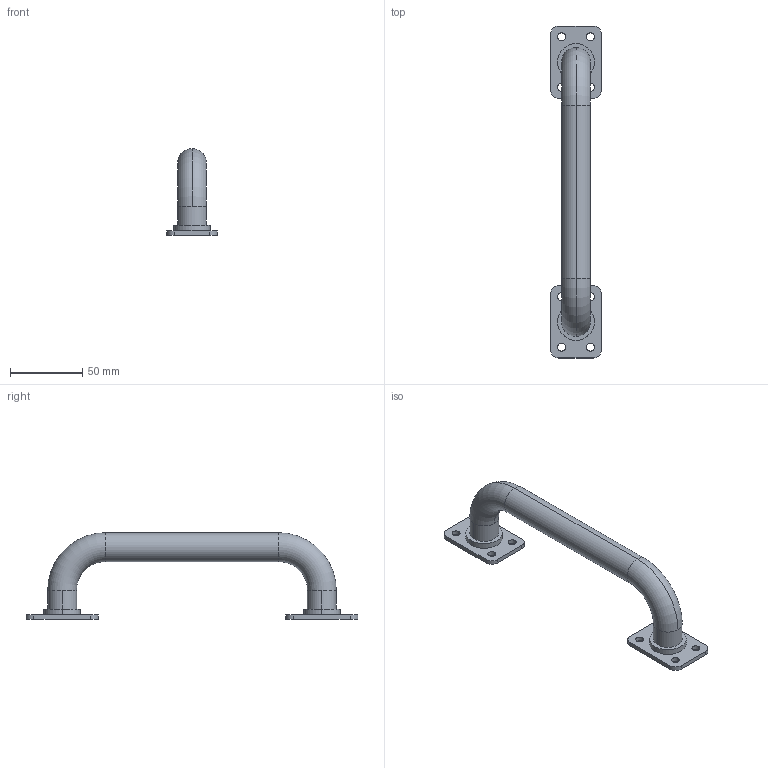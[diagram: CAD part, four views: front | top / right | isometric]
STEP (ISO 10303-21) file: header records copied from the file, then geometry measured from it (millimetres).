
FILE_DESCRIPTION (( 'STEP AP203' ), '1' );
FILE_NAME ('490.STEP', '2020-11-19T14:35:54', ( '' ), ( '' ), 'SwSTEP 2.0', 'SolidWorks 2018', '' );
FILE_SCHEMA (( 'CONFIG_CONTROL_DESIGN' ));
Length unit declared in the file: millimetre
Products named in the file (2): 490
Bounding box: 35 x 230 x 60 mm (x, y, z)
Volume: 38194.8 mm3; surface area: 35379.7 mm2
Topology: 1 solids, 1 shells, 215 faces, 568 edges, 376 vertices
Faces by surface type: plane 101, bspline 66, cylinder 40, torus 8
Entity records: 10317 total; most frequent: CARTESIAN_POINT 5155, ORIENTED_EDGE 1136, DIRECTION 834, EDGE_CURVE 568, VERTEX_POINT 376, VECTOR 340, LINE 340, EDGE_LOOP 254
